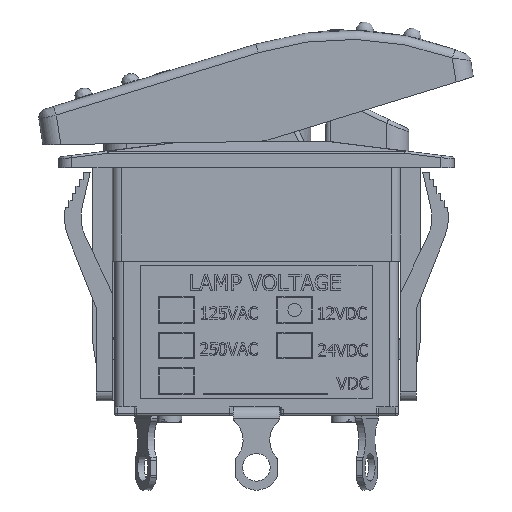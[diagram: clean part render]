
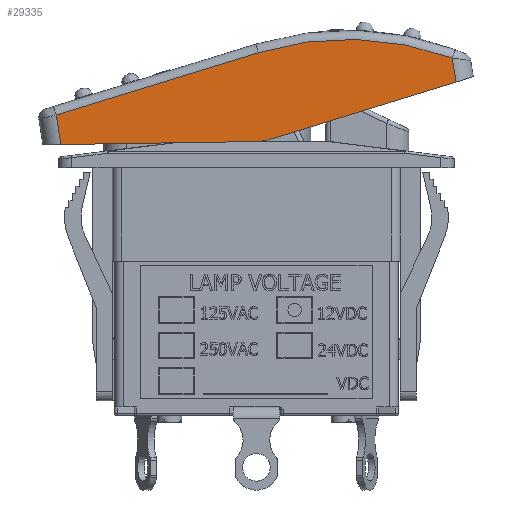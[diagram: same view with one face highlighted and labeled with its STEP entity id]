
A CAD part, front view. The second image highlights one B-rep face of the part: STEP entity #29335.
In plain terms, the highlighted planar face has unit normal (0, -1, 0).
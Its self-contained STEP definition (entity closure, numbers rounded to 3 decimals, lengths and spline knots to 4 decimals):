
#2512=LINE('',#48931,#5283);
#2583=LINE('',#49964,#5354);
#2586=LINE('',#49971,#5357);
#2587=LINE('',#49975,#5358);
#2588=LINE('',#49976,#5359);
#5283=VECTOR('',#35917,1.);
#5354=VECTOR('',#36238,1.);
#5357=VECTOR('',#36247,1.);
#5358=VECTOR('',#36250,1.);
#5359=VECTOR('',#36251,1.);
#6980=PLANE('',#31181);
#8268=FACE_OUTER_BOUND('',#9984,.T.);
#9984=EDGE_LOOP('',(#24598,#24599,#24600,#24601,#24602,#24603,#24604));
#10933=CIRCLE('',#31180,0.5);
#10934=CIRCLE('',#31182,3.4);
#13732=VERTEX_POINT('',#48928);
#13733=VERTEX_POINT('',#48930);
#13869=VERTEX_POINT('',#49961);
#13870=VERTEX_POINT('',#49963);
#13871=VERTEX_POINT('',#49970);
#13872=VERTEX_POINT('',#49972);
#13873=VERTEX_POINT('',#49974);
#17439=EDGE_CURVE('',#13732,#13733,#2512,.T.);
#17615=EDGE_CURVE('',#13869,#13870,#2583,.T.);
#17618=EDGE_CURVE('',#13870,#13732,#10933,.T.);
#17619=EDGE_CURVE('',#13871,#13869,#2586,.T.);
#17620=EDGE_CURVE('',#13872,#13871,#10934,.T.);
#17621=EDGE_CURVE('',#13873,#13872,#2587,.T.);
#17622=EDGE_CURVE('',#13733,#13873,#2588,.T.);
#24598=ORIENTED_EDGE('',*,*,#17618,.F.);
#24599=ORIENTED_EDGE('',*,*,#17615,.F.);
#24600=ORIENTED_EDGE('',*,*,#17619,.F.);
#24601=ORIENTED_EDGE('',*,*,#17620,.F.);
#24602=ORIENTED_EDGE('',*,*,#17621,.F.);
#24603=ORIENTED_EDGE('',*,*,#17622,.F.);
#24604=ORIENTED_EDGE('',*,*,#17439,.F.);
#29335=ADVANCED_FACE('',(#8268),#6980,.T.);
#31180=AXIS2_PLACEMENT_3D('',#49968,#36243,#36244);
#31181=AXIS2_PLACEMENT_3D('',#49969,#36245,#36246);
#31182=AXIS2_PLACEMENT_3D('',#49973,#36248,#36249);
#35917=DIRECTION('',(-1.,0.,-0.015));
#36238=DIRECTION('',(-0.956,0.,-0.295));
#36243=DIRECTION('center_axis',(0.,1.,0.));
#36244=DIRECTION('ref_axis',(0.156,0.,-0.988));
#36245=DIRECTION('center_axis',(0.,-1.,0.));
#36246=DIRECTION('ref_axis',(0.988,0.,0.156));
#36247=DIRECTION('',(0.156,0.,-0.988));
#36248=DIRECTION('center_axis',(0.,1.,0.));
#36249=DIRECTION('ref_axis',(0.053,0.,0.999));
#36250=DIRECTION('',(0.956,0.,0.295));
#36251=DIRECTION('',(-0.156,0.,0.988));
#48928=CARTESIAN_POINT('',(0.0021,-1.225,3.0847));
#48930=CARTESIAN_POINT('',(-2.1991,-1.225,3.0513));
#48931=CARTESIAN_POINT('',(-2.4011,-1.225,3.0482));
#49961=CARTESIAN_POINT('',(2.2455,-1.225,3.7552));
#49963=CARTESIAN_POINT('',(0.1418,-1.225,3.1068));
#49964=CARTESIAN_POINT('',(0.0735,-1.225,3.0858));
#49968=CARTESIAN_POINT('Origin',(-0.0055,-1.225,3.5846));
#49969=CARTESIAN_POINT('Origin',(-0.03,-1.225,3.6335));
#49970=CARTESIAN_POINT('',(2.2031,-1.225,4.0231));
#49971=CARTESIAN_POINT('',(2.2061,-1.225,4.0043));
#49972=CARTESIAN_POINT('',(0.0212,-1.225,4.0838));
#49973=CARTESIAN_POINT('Origin',(1.0227,-1.225,0.8346));
#49974=CARTESIAN_POINT('',(-2.2516,-1.225,3.3833));
#49975=CARTESIAN_POINT('',(-1.2917,-1.225,3.6791));
#49976=CARTESIAN_POINT('',(-2.2197,-1.225,3.1818));
